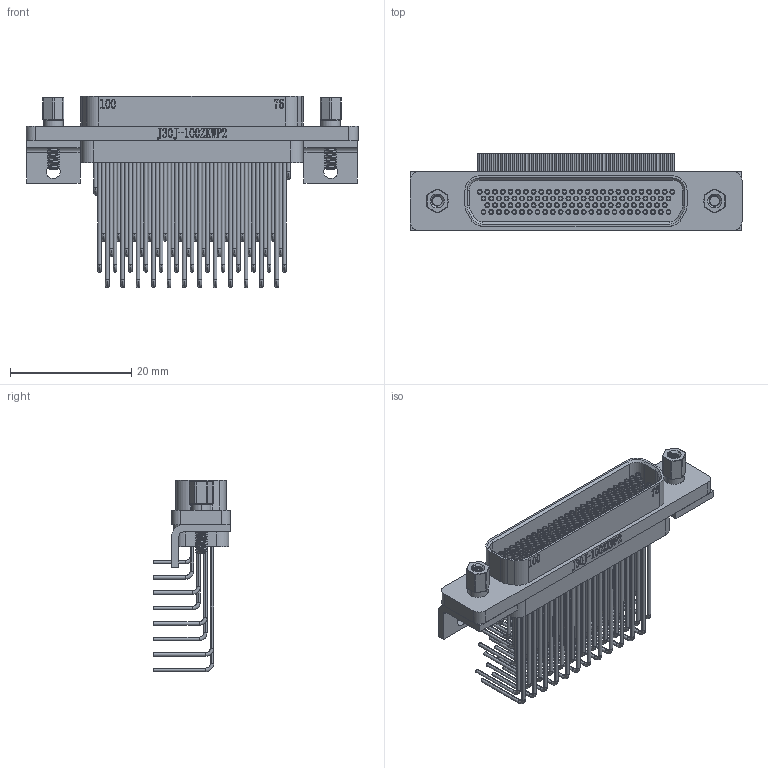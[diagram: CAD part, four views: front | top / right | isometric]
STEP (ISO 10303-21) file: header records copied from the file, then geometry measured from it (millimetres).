
FILE_DESCRIPTION (( 'STEP AP203' ), '1' );
FILE_NAME ('FMD002-F100BDNA-00.STEP', '2026-03-23T05:46:41', ( '' ), ( '' ), 'SwSTEP 2.0', 'SolidWorks 2021', '' );
FILE_SCHEMA (( 'CONFIG_CONTROL_DESIGN' ));
Products named in the file (1): FMD002-F100BDNA-00
Bounding box: 54.7 x 12.7 x 31.52 mm (x, y, z)
Volume: 3738.9 mm3; surface area: 8219.1 mm2
Topology: 1 solids, 1 shells, 2540 faces, 6081 edges, 3896 vertices
Faces by surface type: cylinder 962, plane 847, bspline 289, torus 224, cone 218
Entity records: 89098 total; most frequent: CARTESIAN_POINT 30289, DIRECTION 12237, ORIENTED_EDGE 12162, EDGE_CURVE 6081, AXIS2_PLACEMENT_3D 4668, VERTEX_POINT 3896, VECTOR 2901, LINE 2901
